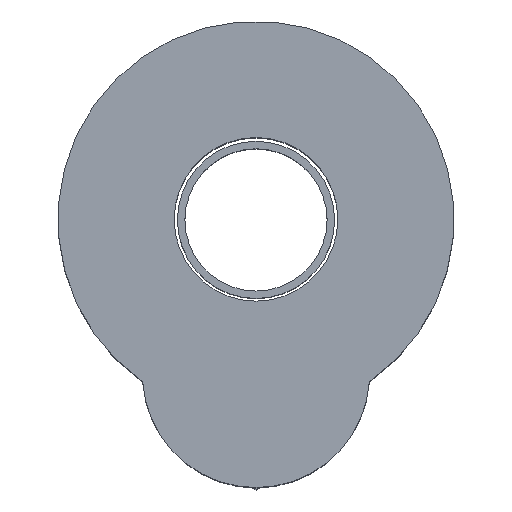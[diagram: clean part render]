
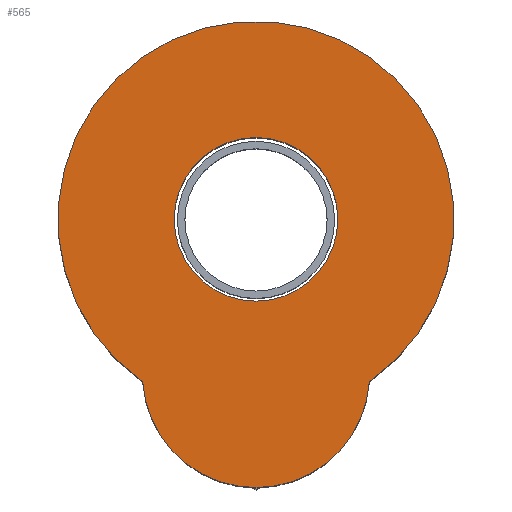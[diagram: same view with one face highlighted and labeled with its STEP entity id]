
A CAD part, top view. The second image highlights one B-rep face of the part: STEP entity #565.
In plain terms, the highlighted planar face has unit normal (0, 0, 1).
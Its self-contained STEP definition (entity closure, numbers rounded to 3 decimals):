
#42=PLANE('',#636);
#135=FACE_BOUND('',#220,.T.);
#162=FACE_OUTER_BOUND('',#219,.T.);
#219=EDGE_LOOP('',(#451,#452));
#220=EDGE_LOOP('',(#453));
#267=CIRCLE('',#627,25.2);
#270=CIRCLE('',#631,61.);
#271=CIRCLE('',#633,35.);
#304=VERTEX_POINT('',#912);
#306=VERTEX_POINT('',#917);
#309=VERTEX_POINT('',#922);
#356=EDGE_CURVE('',#304,#304,#267,.T.);
#361=EDGE_CURVE('',#309,#306,#270,.T.);
#362=EDGE_CURVE('',#306,#309,#271,.T.);
#451=ORIENTED_EDGE('',*,*,#361,.F.);
#452=ORIENTED_EDGE('',*,*,#362,.F.);
#453=ORIENTED_EDGE('',*,*,#356,.T.);
#565=ADVANCED_FACE('',(#162,#135),#42,.F.);
#627=AXIS2_PLACEMENT_3D('',#913,#740,#741);
#631=AXIS2_PLACEMENT_3D('',#924,#750,#751);
#633=AXIS2_PLACEMENT_3D('',#926,#754,#755);
#636=AXIS2_PLACEMENT_3D('',#929,#760,#761);
#740=DIRECTION('center_axis',(0.,0.,-1.));
#741=DIRECTION('ref_axis',(-1.,0.,0.));
#750=DIRECTION('center_axis',(0.,0.,-1.));
#751=DIRECTION('ref_axis',(-1.,0.,0.));
#754=DIRECTION('center_axis',(0.,0.,-1.));
#755=DIRECTION('ref_axis',(-1.,0.,0.));
#760=DIRECTION('center_axis',(0.,0.,-1.));
#761=DIRECTION('ref_axis',(0.,-1.,0.));
#912=CARTESIAN_POINT('',(25.2,0.,102.));
#913=CARTESIAN_POINT('Origin',(0.,0.,102.));
#917=CARTESIAN_POINT('',(34.916,-50.018,102.));
#922=CARTESIAN_POINT('',(-34.916,-50.018,102.));
#924=CARTESIAN_POINT('Origin',(0.,0.,102.));
#926=CARTESIAN_POINT('Origin',(0.,-47.6,102.));
#929=CARTESIAN_POINT('Origin',(0.,0.,102.));
